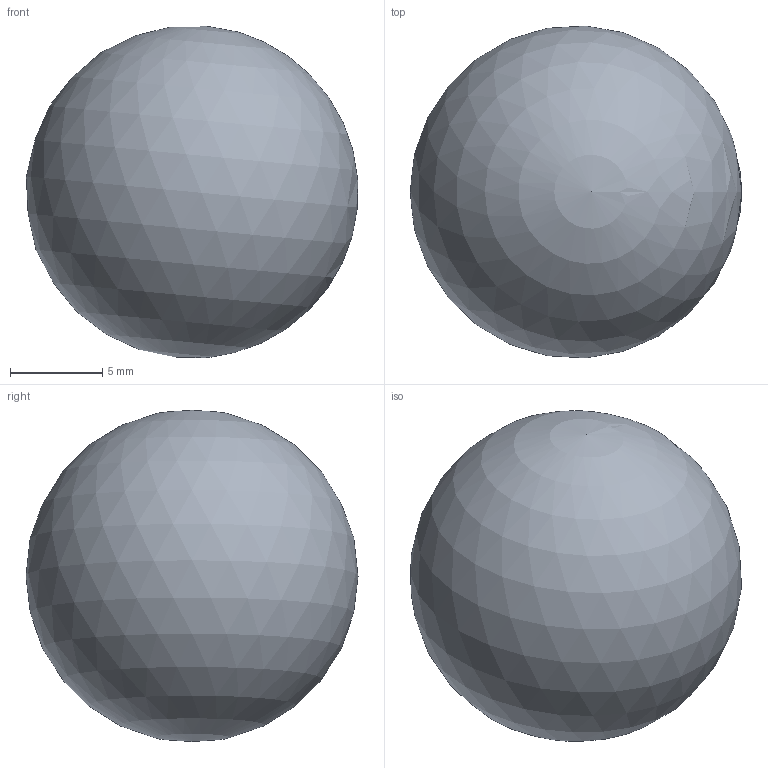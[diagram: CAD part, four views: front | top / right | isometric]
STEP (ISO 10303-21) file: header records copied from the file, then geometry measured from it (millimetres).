
FILE_DESCRIPTION(('Open CASCADE Model'),'2;1');
FILE_NAME('Open CASCADE Shape Model','2020-03-13T09:44:54',( 'CAD Processor'),('OPEN CASCADE S.A.S'), 'Open CASCADE STEP processor 7.4','CAD Processor','Unknown');
FILE_SCHEMA(('AUTOMOTIVE_DESIGN { 1 0 10303 214 1 1 1 1 }'));
Length unit declared in the file: millimetre
Products named in the file (1): bolt
Bounding box: 17.93 x 17.97 x 17.93 mm (x, y, z)
Volume: 3053.6 mm3; surface area: 1017.9 mm2
Topology: 1 solids, 1 shells, 1 faces, 3 edges, 2 vertices
Faces by surface type: sphere 1
Entity records: 28 total; most frequent: DIRECTION 4, CARTESIAN_POINT 3, AXIS2_PLACEMENT_3D 2, APPLICATION_PROTOCOL_DEFINITION 1, APPLICATION_CONTEXT 1, SHAPE_DEFINITION_REPRESENTATION 1, PRODUCT_DEFINITION_SHAPE 1, PRODUCT_DEFINITION 1
